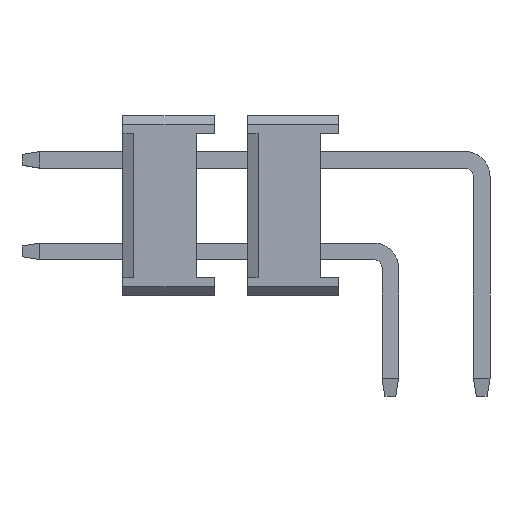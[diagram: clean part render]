
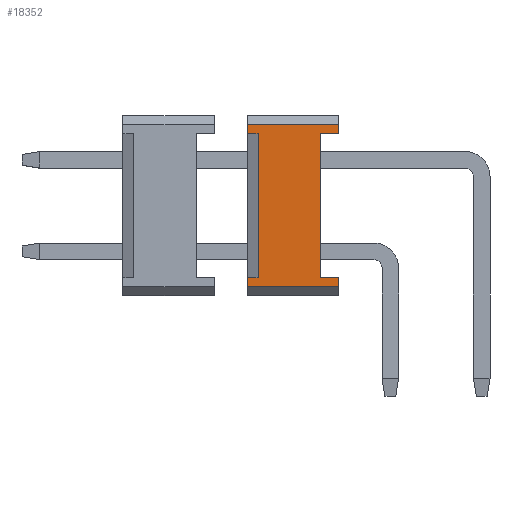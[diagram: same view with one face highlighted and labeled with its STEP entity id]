
A CAD part, left-side view. The second image highlights one B-rep face of the part: STEP entity #18352.
In plain terms, the highlighted planar face has unit normal (-1, 0, 0).
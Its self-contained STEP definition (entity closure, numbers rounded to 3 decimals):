
#18249=CARTESIAN_POINT('',(-0.635,0.,0.));
#18250=DIRECTION('',(0.,0.,-1.));
#18251=DIRECTION('',(-1.,-0.,-0.));
#18252=AXIS2_PLACEMENT_3D('',#18249,#18251,#18250);
#18253=PLANE('',#18252);
#18254=CARTESIAN_POINT('',(-0.635,2.24,2.));
#18255=VERTEX_POINT('',#18254);
#18256=CARTESIAN_POINT('',(-0.635,2.24,-2.));
#18257=VERTEX_POINT('',#18256);
#18258=CARTESIAN_POINT('',(-0.635,2.24,2.));
#18259=DIRECTION('',(0.,0.,-1.));
#18260=VECTOR('',#18259,4.);
#18261=LINE('',#18258,#18260);
#18262=EDGE_CURVE('',#18255,#18257,#18261,.T.);
#18263=ORIENTED_EDGE('',*,*,#18262,.T.);
#18264=CARTESIAN_POINT('',(-0.635,2.54,-2.));
#18265=VERTEX_POINT('',#18264);
#18266=CARTESIAN_POINT('',(-0.635,2.24,-2.));
#18267=DIRECTION('',(0.,1.,0.));
#18268=VECTOR('',#18267,0.3);
#18269=LINE('',#18266,#18268);
#18270=EDGE_CURVE('',#18257,#18265,#18269,.T.);
#18271=ORIENTED_EDGE('',*,*,#18270,.T.);
#18272=CARTESIAN_POINT('',(-0.635,2.54,-2.25));
#18273=VERTEX_POINT('',#18272);
#18274=CARTESIAN_POINT('',(-0.635,2.54,-2.));
#18275=DIRECTION('',(0.,0.,-1.));
#18276=VECTOR('',#18275,0.25);
#18277=LINE('',#18274,#18276);
#18278=EDGE_CURVE('',#18265,#18273,#18277,.T.);
#18279=ORIENTED_EDGE('',*,*,#18278,.T.);
#18280=CARTESIAN_POINT('',(-0.635,0.,-2.25));
#18281=VERTEX_POINT('',#18280);
#18282=CARTESIAN_POINT('',(-0.635,2.54,-2.25));
#18283=DIRECTION('',(0.,-1.,0.));
#18284=VECTOR('',#18283,2.54);
#18285=LINE('',#18282,#18284);
#18286=EDGE_CURVE('',#18273,#18281,#18285,.T.);
#18287=ORIENTED_EDGE('',*,*,#18286,.T.);
#18288=CARTESIAN_POINT('',(-0.635,0.,-2.));
#18289=VERTEX_POINT('',#18288);
#18290=CARTESIAN_POINT('',(-0.635,0.,-2.25));
#18291=DIRECTION('',(0.,0.,1.));
#18292=VECTOR('',#18291,0.25);
#18293=LINE('',#18290,#18292);
#18294=EDGE_CURVE('',#18281,#18289,#18293,.T.);
#18295=ORIENTED_EDGE('',*,*,#18294,.T.);
#18296=CARTESIAN_POINT('',(-0.635,0.5,-2.));
#18297=VERTEX_POINT('',#18296);
#18298=CARTESIAN_POINT('',(-0.635,0.,-2.));
#18299=DIRECTION('',(0.,1.,0.));
#18300=VECTOR('',#18299,0.5);
#18301=LINE('',#18298,#18300);
#18302=EDGE_CURVE('',#18289,#18297,#18301,.T.);
#18303=ORIENTED_EDGE('',*,*,#18302,.T.);
#18304=CARTESIAN_POINT('',(-0.635,0.5,2.));
#18305=VERTEX_POINT('',#18304);
#18306=CARTESIAN_POINT('',(-0.635,0.5,-2.));
#18307=DIRECTION('',(0.,0.,1.));
#18308=VECTOR('',#18307,4.);
#18309=LINE('',#18306,#18308);
#18310=EDGE_CURVE('',#18297,#18305,#18309,.T.);
#18311=ORIENTED_EDGE('',*,*,#18310,.T.);
#18312=CARTESIAN_POINT('',(-0.635,0.,2.));
#18313=VERTEX_POINT('',#18312);
#18314=CARTESIAN_POINT('',(-0.635,0.5,2.));
#18315=DIRECTION('',(0.,-1.,0.));
#18316=VECTOR('',#18315,0.5);
#18317=LINE('',#18314,#18316);
#18318=EDGE_CURVE('',#18305,#18313,#18317,.T.);
#18319=ORIENTED_EDGE('',*,*,#18318,.T.);
#18320=CARTESIAN_POINT('',(-0.635,0.,2.25));
#18321=VERTEX_POINT('',#18320);
#18322=CARTESIAN_POINT('',(-0.635,0.,2.));
#18323=DIRECTION('',(0.,0.,1.));
#18324=VECTOR('',#18323,0.25);
#18325=LINE('',#18322,#18324);
#18326=EDGE_CURVE('',#18313,#18321,#18325,.T.);
#18327=ORIENTED_EDGE('',*,*,#18326,.T.);
#18328=CARTESIAN_POINT('',(-0.635,2.54,2.25));
#18329=VERTEX_POINT('',#18328);
#18330=CARTESIAN_POINT('',(-0.635,0.,2.25));
#18331=DIRECTION('',(0.,1.,0.));
#18332=VECTOR('',#18331,2.54);
#18333=LINE('',#18330,#18332);
#18334=EDGE_CURVE('',#18321,#18329,#18333,.T.);
#18335=ORIENTED_EDGE('',*,*,#18334,.T.);
#18336=CARTESIAN_POINT('',(-0.635,2.54,2.));
#18337=VERTEX_POINT('',#18336);
#18338=CARTESIAN_POINT('',(-0.635,2.54,2.25));
#18339=DIRECTION('',(0.,0.,-1.));
#18340=VECTOR('',#18339,0.25);
#18341=LINE('',#18338,#18340);
#18342=EDGE_CURVE('',#18329,#18337,#18341,.T.);
#18343=ORIENTED_EDGE('',*,*,#18342,.T.);
#18344=CARTESIAN_POINT('',(-0.635,2.54,2.));
#18345=DIRECTION('',(0.,-1.,0.));
#18346=VECTOR('',#18345,0.3);
#18347=LINE('',#18344,#18346);
#18348=EDGE_CURVE('',#18337,#18255,#18347,.T.);
#18349=ORIENTED_EDGE('',*,*,#18348,.T.);
#18350=EDGE_LOOP('',(#18263,#18271,#18279,#18287,#18295,#18303,#18311,#18319,#18327,#18335,#18343,#18349));
#18351=FACE_OUTER_BOUND('',#18350,.T.);
#18352=ADVANCED_FACE('',(#18351),#18253,.T.);
